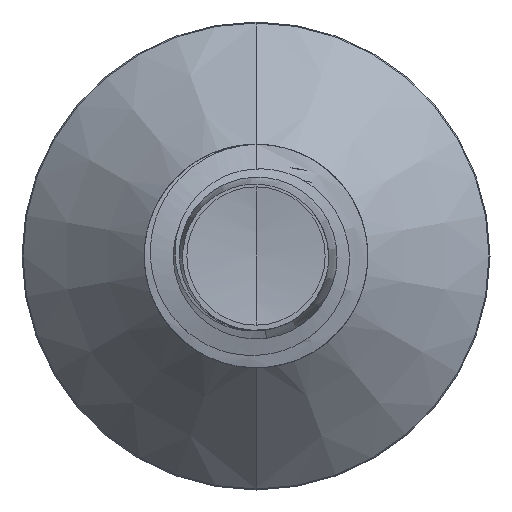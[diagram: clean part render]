
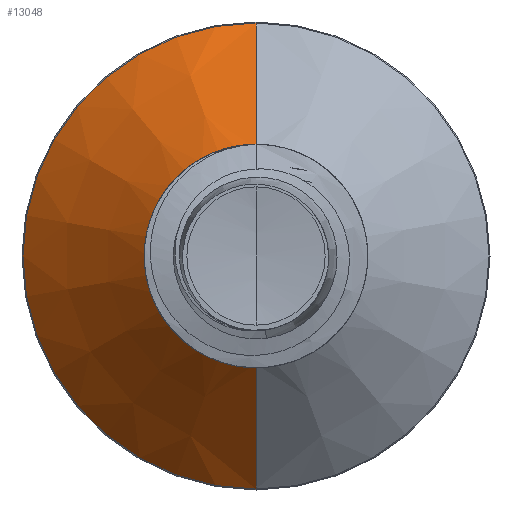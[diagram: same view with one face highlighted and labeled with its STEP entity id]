
A CAD part, front view. The second image highlights one B-rep face of the part: STEP entity #13048.
In plain terms, the highlighted conical face has half-angle 45 degrees and reference radius 0.775 mm.
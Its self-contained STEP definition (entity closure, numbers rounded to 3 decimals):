
#136 = CARTESIAN_POINT ( 'NONE',  ( 0., 5.75, 0. ) ) ;
#631 = EDGE_CURVE ( 'NONE', #20869, #14964, #2269, .T. ) ;
#1783 = DIRECTION ( 'NONE',  ( 0., 0., 1. ) ) ;
#1981 = DIRECTION ( 'NONE',  ( 0., 0.707, -0.707 ) ) ;
#2208 = CARTESIAN_POINT ( 'NONE',  ( 0., 6.643, -1.668 ) ) ;
#2269 = CIRCLE ( 'NONE', #11382, 1.668 ) ;
#2824 = CARTESIAN_POINT ( 'NONE',  ( 0., 6.643, 1.668 ) ) ;
#3106 = EDGE_CURVE ( 'NONE', #6676, #11065, #9080, .T. ) ;
#3557 = EDGE_CURVE ( 'NONE', #6676, #20869, #12445, .T. ) ;
#3650 = CARTESIAN_POINT ( 'NONE',  ( 0., 5.75, 0. ) ) ;
#3741 = CARTESIAN_POINT ( 'NONE',  ( 0., 5.75, 0.775 ) ) ;
#3748 = CARTESIAN_POINT ( 'NONE',  ( 0., 6.643, 0. ) ) ;
#4366 = ORIENTED_EDGE ( 'NONE', *, *, #11927, .T. ) ;
#4972 = AXIS2_PLACEMENT_3D ( 'NONE', #136, #11767, #1783 ) ;
#5113 = CARTESIAN_POINT ( 'NONE',  ( 0., 5.75, -0.775 ) ) ;
#5177 = FACE_OUTER_BOUND ( 'NONE', #21351, .T. ) ;
#6676 = VERTEX_POINT ( 'NONE', #9599 ) ;
#7107 = DIRECTION ( 'NONE',  ( 0., 0.707, 0.707 ) ) ;
#7521 = CONICAL_SURFACE ( 'NONE', #19755, 0.775, 0.785 ) ;
#7674 = ORIENTED_EDGE ( 'NONE', *, *, #3557, .F. ) ;
#8632 = ORIENTED_EDGE ( 'NONE', *, *, #3106, .T. ) ;
#9080 = CIRCLE ( 'NONE', #4972, 0.775 ) ;
#9295 = CARTESIAN_POINT ( 'NONE',  ( 0., 5.75, 0.775 ) ) ;
#9599 = CARTESIAN_POINT ( 'NONE',  ( 0., 5.75, -0.775 ) ) ;
#10511 = DIRECTION ( 'NONE',  ( 0., 0., 1. ) ) ;
#11065 = VERTEX_POINT ( 'NONE', #9295 ) ;
#11382 = AXIS2_PLACEMENT_3D ( 'NONE', #3748, #16822, #16554 ) ;
#11767 = DIRECTION ( 'NONE',  ( 0., 1., 0. ) ) ;
#11927 = EDGE_CURVE ( 'NONE', #11065, #14964, #15015, .T. ) ;
#12445 = LINE ( 'NONE', #5113, #16280 ) ;
#13048 = ADVANCED_FACE ( 'NONE', ( #5177 ), #7521, .T. ) ;
#13593 = DIRECTION ( 'NONE',  ( 0., 1., 0. ) ) ;
#14458 = ORIENTED_EDGE ( 'NONE', *, *, #631, .F. ) ;
#14964 = VERTEX_POINT ( 'NONE', #2824 ) ;
#15015 = LINE ( 'NONE', #3741, #18832 ) ;
#16280 = VECTOR ( 'NONE', #1981, 1000. ) ;
#16554 = DIRECTION ( 'NONE',  ( 0., 0., 1. ) ) ;
#16822 = DIRECTION ( 'NONE',  ( 0., 1., 0. ) ) ;
#18832 = VECTOR ( 'NONE', #7107, 1000. ) ;
#19755 = AXIS2_PLACEMENT_3D ( 'NONE', #3650, #13593, #10511 ) ;
#20869 = VERTEX_POINT ( 'NONE', #2208 ) ;
#21351 = EDGE_LOOP ( 'NONE', ( #7674, #8632, #4366, #14458 ) ) ;
